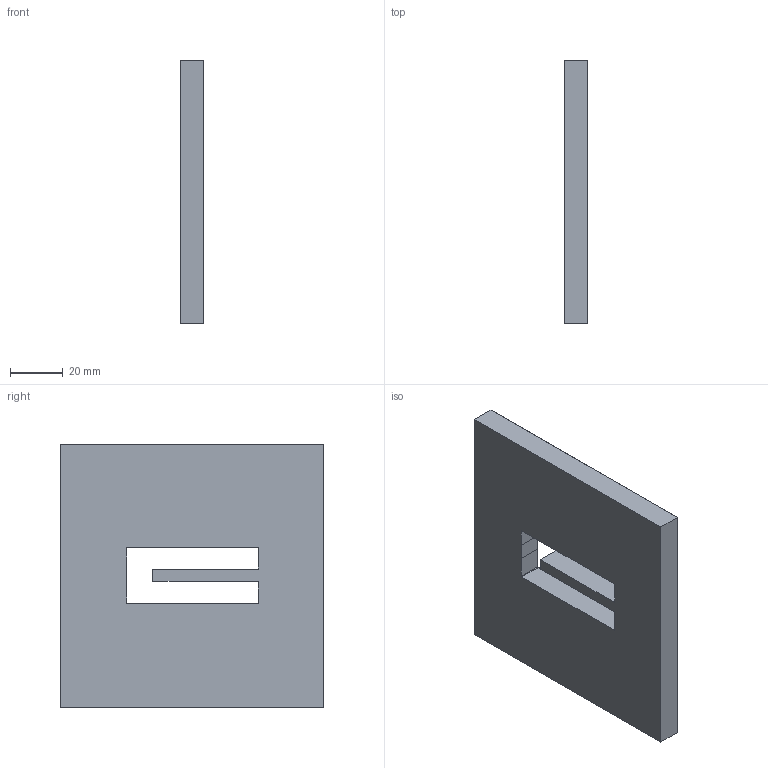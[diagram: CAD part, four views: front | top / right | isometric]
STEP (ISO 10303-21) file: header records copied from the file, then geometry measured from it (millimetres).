
FILE_DESCRIPTION(/* description */ (''),/* implementation_level */ '2;1');
FILE_NAME(/* name */ 'WF3 Diffusion block_Fillet_Mansoor_v1.step',/* time_stamp */ '2021-12-01T11:11:38-05:00',/* author */ (''),/* organization */ (''),/* preprocessor_version */ 'ST-DEVELOPER v18.1',/* originating_system */ 'Autodesk Translation Framework v10.10.0.1391',/* authorisation */ '');
FILE_SCHEMA (('AUTOMOTIVE_DESIGN { 1 0 10303 214 3 1 1 }'));
Length unit declared in the file: centimetre
Products named in the file (1): WF3 Diffusion block_Fillet
Bounding box: 9 x 100 x 100 mm (x, y, z)
Volume: 81940.9 mm3; surface area: 23758.3 mm2
Topology: 1 solids, 1 shells, 48 faces, 114 edges, 64 vertices
Faces by surface type: cylinder 23, plane 18, bspline 4, torus 2, sphere 1
Entity records: 1450 total; most frequent: CARTESIAN_POINT 319, DIRECTION 239, ORIENTED_EDGE 220, EDGE_CURVE 110, AXIS2_PLACEMENT_3D 84, LINE 71, VECTOR 71, VERTEX_POINT 64
